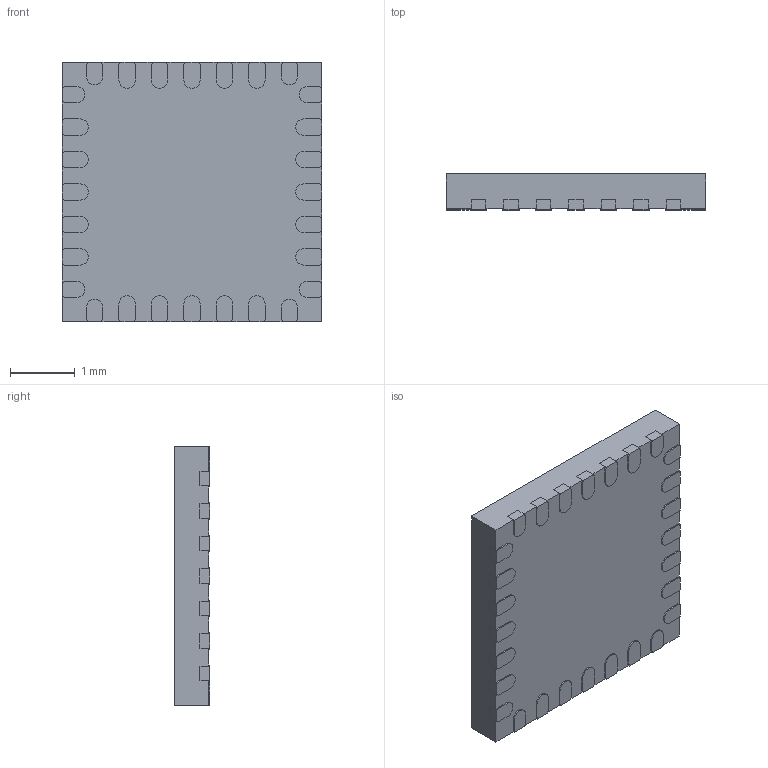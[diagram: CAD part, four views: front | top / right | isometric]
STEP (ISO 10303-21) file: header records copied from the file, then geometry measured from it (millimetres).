
FILE_DESCRIPTION (( 'STEP AP214' ), '1' );
FILE_NAME ('QFN-28_4x4mm_P0.5mm.step', '2020-12-07T12:10:43+00:00', 'Stefan Hamminga', '', '', '', '');
FILE_SCHEMA (( 'AUTOMOTIVE_DESIGN' ));
Length unit declared in the file: millimetre
Products named in the file (1): QFN-28_4x4_0.5
Bounding box: 4 x 0.55 x 4 mm (x, y, z)
Volume: 8.5 mm3; surface area: 41.1 mm2
Topology: 1 solids, 1 shells, 287 faces, 854 edges, 570 vertices
Faces by surface type: plane 231, cylinder 56
Entity records: 9649 total; most frequent: CARTESIAN_POINT 1712, ORIENTED_EDGE 1708, DIRECTION 1544, EDGE_CURVE 854, LINE 740, VECTOR 740, VERTEX_POINT 570, AXIS2_PLACEMENT_3D 402
